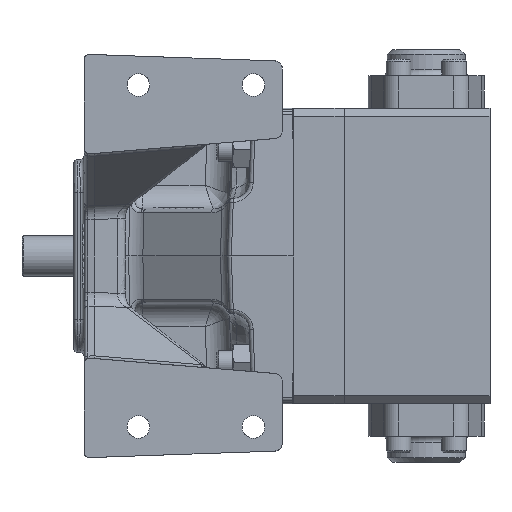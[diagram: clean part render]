
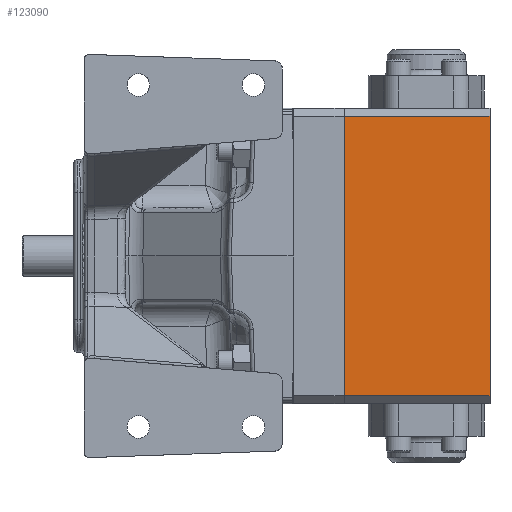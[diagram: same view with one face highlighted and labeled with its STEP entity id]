
A CAD part, front view. The second image highlights one B-rep face of the part: STEP entity #123090.
In plain terms, the highlighted planar face has unit normal (0, -1, 0).
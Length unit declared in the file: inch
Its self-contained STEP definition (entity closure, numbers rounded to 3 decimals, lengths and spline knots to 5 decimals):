
#1050 = DIRECTION ( 'NONE',  ( 0., 0., 1. ) ) ;
#12573 = VECTOR ( 'NONE', #155481, 39.37008 ) ;
#13405 = ORIENTED_EDGE ( 'NONE', *, *, #133204, .F. ) ;
#16803 = CARTESIAN_POINT ( 'NONE',  ( 1.5655, -6., 4.54 ) ) ;
#18591 = ORIENTED_EDGE ( 'NONE', *, *, #150623, .F. ) ;
#23013 = CARTESIAN_POINT ( 'NONE',  ( 1.5655, -6., 3.47948 ) ) ;
#25479 = VECTOR ( 'NONE', #38686, 39.37008 ) ;
#28265 = EDGE_LOOP ( 'NONE', ( #13405, #132582, #18591, #28771, #100541, #50722, #54133, #196781 ) ) ;
#28352 = DIRECTION ( 'NONE',  ( -1., 0., 0. ) ) ;
#28771 = ORIENTED_EDGE ( 'NONE', *, *, #177633, .T. ) ;
#32044 = CARTESIAN_POINT ( 'NONE',  ( 5.9905, -6., -4.25 ) ) ;
#37306 = CARTESIAN_POINT ( 'NONE',  ( 6.0455, -6., -4.25 ) ) ;
#38686 = DIRECTION ( 'NONE',  ( 1., 0., 0. ) ) ;
#44417 = EDGE_CURVE ( 'NONE', #199071, #173519, #188329, .T. ) ;
#50722 = ORIENTED_EDGE ( 'NONE', *, *, #44417, .T. ) ;
#53478 = VECTOR ( 'NONE', #191440, 39.37008 ) ;
#54133 = ORIENTED_EDGE ( 'NONE', *, *, #83824, .F. ) ;
#59354 = VERTEX_POINT ( 'NONE', #32044 ) ;
#60922 = DIRECTION ( 'NONE',  ( 0., 1., 0. ) ) ;
#61105 = LINE ( 'NONE', #108466, #102800 ) ;
#66127 = CARTESIAN_POINT ( 'NONE',  ( 1.5655, -6., -3.47948 ) ) ;
#66341 = CARTESIAN_POINT ( 'NONE',  ( 1.5655, -6., -3.47948 ) ) ;
#67319 = CARTESIAN_POINT ( 'NONE',  ( 1.5525, -6., 3.47948 ) ) ;
#72713 = FACE_OUTER_BOUND ( 'NONE', #28265, .T. ) ;
#73334 = CARTESIAN_POINT ( 'NONE',  ( 1.5655, -6., 3.47948 ) ) ;
#75789 = CARTESIAN_POINT ( 'NONE',  ( 1.5525, -6., -3.47948 ) ) ;
#83824 = EDGE_CURVE ( 'NONE', #137575, #173519, #119197, .T. ) ;
#92564 = CARTESIAN_POINT ( 'NONE',  ( 1.5525, -6., 4.54 ) ) ;
#92746 = DIRECTION ( 'NONE',  ( 0., 0., -1. ) ) ;
#99481 = VERTEX_POINT ( 'NONE', #66127 ) ;
#100113 = LINE ( 'NONE', #66341, #53478 ) ;
#100541 = ORIENTED_EDGE ( 'NONE', *, *, #118124, .F. ) ;
#102800 = VECTOR ( 'NONE', #92746, 39.37008 ) ;
#106384 = CARTESIAN_POINT ( 'NONE',  ( 1.5505, -6., 4.25 ) ) ;
#108466 = CARTESIAN_POINT ( 'NONE',  ( 5.9905, -6., -4.25 ) ) ;
#108722 = LINE ( 'NONE', #23013, #25479 ) ;
#115417 = DIRECTION ( 'NONE',  ( 1., 0., 0. ) ) ;
#118124 = EDGE_CURVE ( 'NONE', #199071, #59354, #61105, .T. ) ;
#118534 = VERTEX_POINT ( 'NONE', #67319 ) ;
#119197 = LINE ( 'NONE', #142523, #155866 ) ;
#122511 = LINE ( 'NONE', #37306, #195749 ) ;
#123090 = ADVANCED_FACE ( 'NONE', ( #72713 ), #154034, .F. ) ;
#128866 = DIRECTION ( 'NONE',  ( 0., 0., 1. ) ) ;
#132582 = ORIENTED_EDGE ( 'NONE', *, *, #179385, .F. ) ;
#133204 = EDGE_CURVE ( 'NONE', #161465, #118534, #137469, .T. ) ;
#136333 = LINE ( 'NONE', #16803, #177820 ) ;
#137469 = LINE ( 'NONE', #92564, #12573 ) ;
#137575 = VERTEX_POINT ( 'NONE', #73334 ) ;
#142523 = CARTESIAN_POINT ( 'NONE',  ( 1.5655, -6., 4.54 ) ) ;
#146835 = VECTOR ( 'NONE', #28352, 39.37008 ) ;
#150623 = EDGE_CURVE ( 'NONE', #197976, #99481, #136333, .T. ) ;
#154034 = PLANE ( 'NONE',  #158746 ) ;
#154716 = CARTESIAN_POINT ( 'NONE',  ( 6.0455, -6., 4.54 ) ) ;
#155481 = DIRECTION ( 'NONE',  ( 0., 0., 1. ) ) ;
#155866 = VECTOR ( 'NONE', #128866, 39.37008 ) ;
#158746 = AXIS2_PLACEMENT_3D ( 'NONE', #154716, #60922, #170375 ) ;
#161465 = VERTEX_POINT ( 'NONE', #75789 ) ;
#165934 = CARTESIAN_POINT ( 'NONE',  ( 1.5655, -6., 4.25 ) ) ;
#170375 = DIRECTION ( 'NONE',  ( 0., 0., 1. ) ) ;
#173519 = VERTEX_POINT ( 'NONE', #165934 ) ;
#177633 = EDGE_CURVE ( 'NONE', #197976, #59354, #122511, .T. ) ;
#177820 = VECTOR ( 'NONE', #1050, 39.37008 ) ;
#179385 = EDGE_CURVE ( 'NONE', #99481, #161465, #100113, .T. ) ;
#188329 = LINE ( 'NONE', #106384, #146835 ) ;
#189263 = CARTESIAN_POINT ( 'NONE',  ( 5.9905, -6., 4.25 ) ) ;
#191440 = DIRECTION ( 'NONE',  ( -1., 0., 0. ) ) ;
#195749 = VECTOR ( 'NONE', #115417, 39.37008 ) ;
#196781 = ORIENTED_EDGE ( 'NONE', *, *, #202029, .F. ) ;
#197976 = VERTEX_POINT ( 'NONE', #198778 ) ;
#198778 = CARTESIAN_POINT ( 'NONE',  ( 1.5655, -6., -4.25 ) ) ;
#199071 = VERTEX_POINT ( 'NONE', #189263 ) ;
#202029 = EDGE_CURVE ( 'NONE', #118534, #137575, #108722, .T. ) ;
